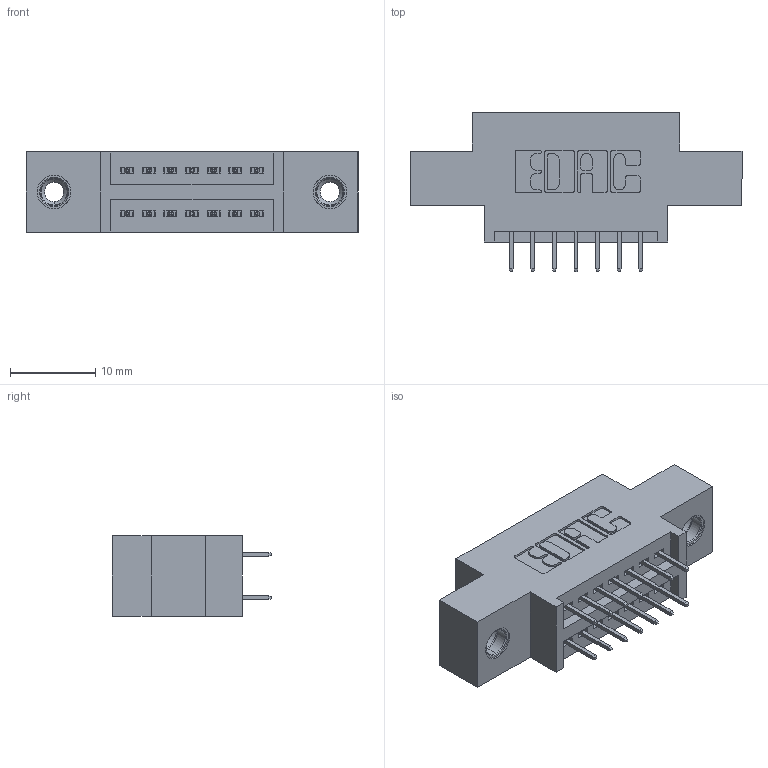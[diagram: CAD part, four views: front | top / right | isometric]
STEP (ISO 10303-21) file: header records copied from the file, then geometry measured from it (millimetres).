
FILE_DESCRIPTION (( 'STEP AP203' ), '1' );
FILE_NAME ('845-014-525-808.STEP', '2020-09-22T18:01:09', ( '' ), ( '' ), 'SwSTEP 2.0', 'SolidWorks 2020', '' );
FILE_SCHEMA (( 'CONFIG_CONTROL_DESIGN' ));
Length unit declared in the file: inch
Products named in the file (4): 345-292-001_345-293-125; 845-014-525-808; 345-250-001_345-250-003-102; 845 Part_0.170 Offset - 0.156 Dia-TI
Assembly tree (17 placements, depth 2):
  845-014-525-808
    845 Part_0.170 Offset - 0.156 Dia-TI
    345-292-001_345-293-125  x14
    345-250-001_345-250-003-102  x2
Bounding box: 38.99 x 18.72 x 9.4 mm (x, y, z)
Volume: 3319.6 mm3; surface area: 4316.5 mm2
Topology: 17 solids, 17 shells, 946 faces, 2631 edges, 1690 vertices
Faces by surface type: plane 662, cylinder 268, cone 12, torus 4
Entity records: 11596 total; most frequent: CARTESIAN_POINT 1959, ORIENTED_EDGE 1886, DIRECTION 1797, EDGE_CURVE 943, VECTOR 767, LINE 767, VERTEX_POINT 620, AXIS2_PLACEMENT_3D 515
